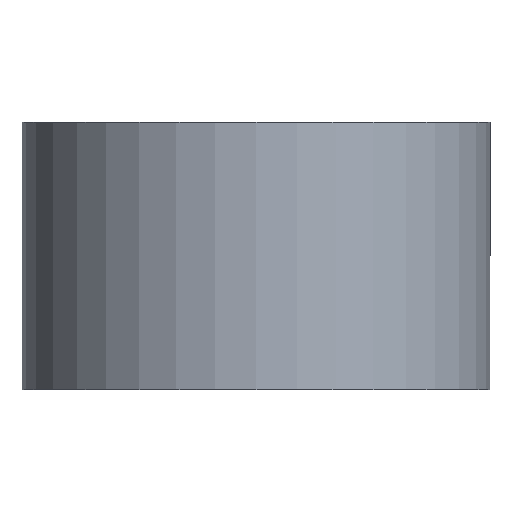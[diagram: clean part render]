
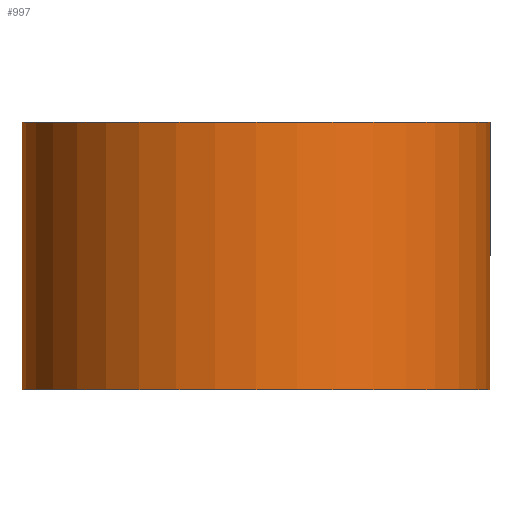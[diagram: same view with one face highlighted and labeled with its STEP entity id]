
A CAD part, front view. The second image highlights one B-rep face of the part: STEP entity #997.
In plain terms, the highlighted cylindrical face has radius 236.82 mm (diameter 473.64 mm), a partial arc.
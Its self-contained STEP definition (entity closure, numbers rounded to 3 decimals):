
#12 = AXIS2_PLACEMENT_3D ( 'NONE', #646, #643, #312 ) ;
#33 = DIRECTION ( 'NONE',  ( 0., 0., 1. ) ) ;
#108 = VECTOR ( 'NONE', #1028, 1000. ) ;
#146 = FACE_OUTER_BOUND ( 'NONE', #978, .T. ) ;
#194 = DIRECTION ( 'NONE',  ( 0., 0., 1. ) ) ;
#253 = VERTEX_POINT ( 'NONE', #491 ) ;
#266 = EDGE_CURVE ( 'NONE', #253, #626, #637, .T. ) ;
#296 = ORIENTED_EDGE ( 'NONE', *, *, #529, .T. ) ;
#312 = DIRECTION ( 'NONE',  ( 1., 0., 0. ) ) ;
#323 = CARTESIAN_POINT ( 'NONE',  ( -236.82, 0., -216.327 ) ) ;
#326 = VERTEX_POINT ( 'NONE', #399 ) ;
#374 = CIRCLE ( 'NONE', #605, 236.82 ) ;
#384 = CARTESIAN_POINT ( 'NONE',  ( 0., 0., 54.465 ) ) ;
#399 = CARTESIAN_POINT ( 'NONE',  ( -236.82, 0., 54.465 ) ) ;
#426 = AXIS2_PLACEMENT_3D ( 'NONE', #1017, #194, #933 ) ;
#478 = DIRECTION ( 'NONE',  ( 1., 0., 0. ) ) ;
#491 = CARTESIAN_POINT ( 'NONE',  ( 236.82, 0., 54.465 ) ) ;
#529 = EDGE_CURVE ( 'NONE', #817, #626, #673, .T. ) ;
#566 = EDGE_CURVE ( 'NONE', #326, #817, #1063, .T. ) ;
#585 = ORIENTED_EDGE ( 'NONE', *, *, #1003, .F. ) ;
#605 = AXIS2_PLACEMENT_3D ( 'NONE', #384, #33, #478 ) ;
#626 = VERTEX_POINT ( 'NONE', #1080 ) ;
#637 = LINE ( 'NONE', #889, #654 ) ;
#643 = DIRECTION ( 'NONE',  ( 0., 0., 1. ) ) ;
#646 = CARTESIAN_POINT ( 'NONE',  ( 0., 0., 40.648 ) ) ;
#654 = VECTOR ( 'NONE', #970, 1000. ) ;
#673 = CIRCLE ( 'NONE', #426, 236.82 ) ;
#697 = CYLINDRICAL_SURFACE ( 'NONE', #12, 236.82 ) ;
#771 = ORIENTED_EDGE ( 'NONE', *, *, #266, .F. ) ;
#782 = CARTESIAN_POINT ( 'NONE',  ( -236.82, 0., 0. ) ) ;
#817 = VERTEX_POINT ( 'NONE', #323 ) ;
#889 = CARTESIAN_POINT ( 'NONE',  ( 236.82, 0., 0. ) ) ;
#907 = ORIENTED_EDGE ( 'NONE', *, *, #566, .T. ) ;
#933 = DIRECTION ( 'NONE',  ( 1., 0., 0. ) ) ;
#970 = DIRECTION ( 'NONE',  ( 0., 0., -1. ) ) ;
#978 = EDGE_LOOP ( 'NONE', ( #296, #771, #585, #907 ) ) ;
#997 = ADVANCED_FACE ( 'NONE', ( #146 ), #697, .T. ) ;
#1003 = EDGE_CURVE ( 'NONE', #326, #253, #374, .T. ) ;
#1017 = CARTESIAN_POINT ( 'NONE',  ( 0., 0., -216.327 ) ) ;
#1028 = DIRECTION ( 'NONE',  ( 0., 0., -1. ) ) ;
#1063 = LINE ( 'NONE', #782, #108 ) ;
#1080 = CARTESIAN_POINT ( 'NONE',  ( 236.82, 0., -216.327 ) ) ;
